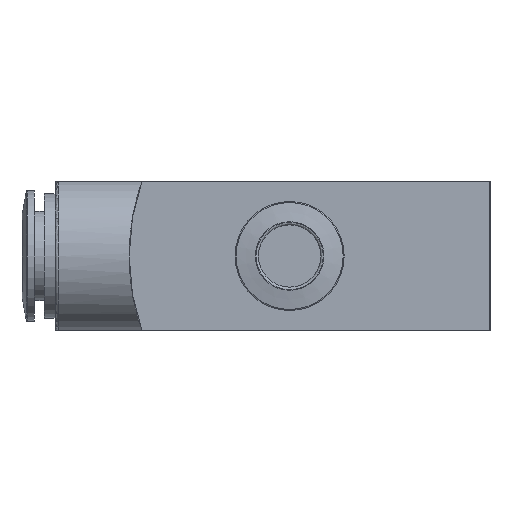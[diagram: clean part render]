
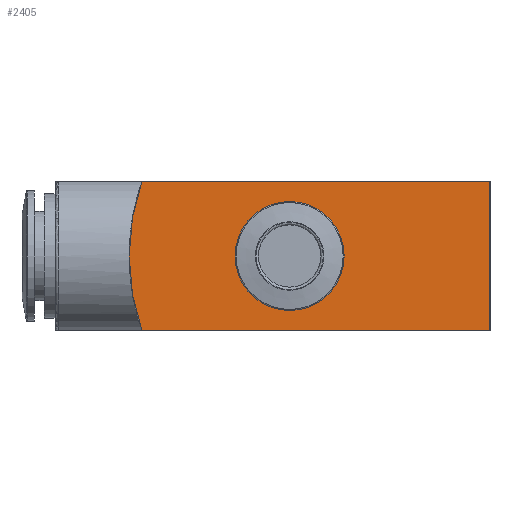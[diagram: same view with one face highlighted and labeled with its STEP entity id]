
A CAD part, left-side view. The second image highlights one B-rep face of the part: STEP entity #2405.
In plain terms, the highlighted planar face has unit normal (-1, 0, 0).
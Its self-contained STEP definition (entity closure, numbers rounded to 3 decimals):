
#57=PLANE('',#2556);
#162=LINE('',#3827,#266);
#174=LINE('',#3852,#278);
#184=LINE('',#3909,#288);
#266=VECTOR('',#2837,1000.);
#278=VECTOR('',#2851,1000.);
#288=VECTOR('',#2867,1000.);
#579=ORIENTED_EDGE('',*,*,#956,.T.);
#580=ORIENTED_EDGE('',*,*,#950,.F.);
#581=ORIENTED_EDGE('',*,*,#921,.F.);
#582=ORIENTED_EDGE('',*,*,#936,.F.);
#583=ORIENTED_EDGE('',*,*,#909,.F.);
#909=EDGE_CURVE('',#1102,#1103,#162,.T.);
#921=EDGE_CURVE('',#1114,#1115,#174,.T.);
#936=EDGE_CURVE('',#1103,#1114,#184,.T.);
#950=EDGE_CURVE('',#1115,#1102,#1197,.T.);
#956=EDGE_CURVE('',#1133,#1133,#1202,.T.);
#1102=VERTEX_POINT('',#3826);
#1103=VERTEX_POINT('',#3828);
#1114=VERTEX_POINT('',#3851);
#1115=VERTEX_POINT('',#3853);
#1133=VERTEX_POINT('',#3962);
#1197=CIRCLE('',#2544,36.);
#1202=CIRCLE('',#2557,8.25);
#1298=EDGE_LOOP('',(#579));
#1299=EDGE_LOOP('',(#580,#581,#582,#583));
#1458=FACE_BOUND('',#1298,.T.);
#1459=FACE_BOUND('',#1299,.T.);
#2405=ADVANCED_FACE('',(#1458,#1459),#57,.F.);
#2544=AXIS2_PLACEMENT_3D('',#3943,#2894,#2895);
#2556=AXIS2_PLACEMENT_3D('',#3960,#2918,#2919);
#2557=AXIS2_PLACEMENT_3D('',#3961,#2920,#2921);
#2837=DIRECTION('',(0.,-1.,0.));
#2851=DIRECTION('',(0.,1.,0.));
#2867=DIRECTION('',(0.,0.,-1.));
#2894=DIRECTION('',(1.,0.,0.));
#2895=DIRECTION('',(0.,0.,-1.));
#2918=DIRECTION('',(1.,0.,0.));
#2919=DIRECTION('',(0.,0.,-1.));
#2920=DIRECTION('',(1.,0.,0.));
#2921=DIRECTION('',(0.,0.,-1.));
#3826=CARTESIAN_POINT('',(-45.4,55.841,12.));
#3827=CARTESIAN_POINT('',(-45.4,55.841,12.));
#3828=CARTESIAN_POINT('',(-45.4,0.,12.));
#3851=CARTESIAN_POINT('',(-45.4,0.,-12.));
#3852=CARTESIAN_POINT('',(-45.4,0.,-12.));
#3853=CARTESIAN_POINT('',(-45.4,55.841,-12.));
#3909=CARTESIAN_POINT('',(-45.4,0.,12.));
#3943=CARTESIAN_POINT('',(-45.4,21.9,0.));
#3960=CARTESIAN_POINT('',(-45.4,21.9,0.));
#3961=CARTESIAN_POINT('',(-45.4,32.15,0.));
#3962=CARTESIAN_POINT('',(-45.4,32.15,-8.25));
